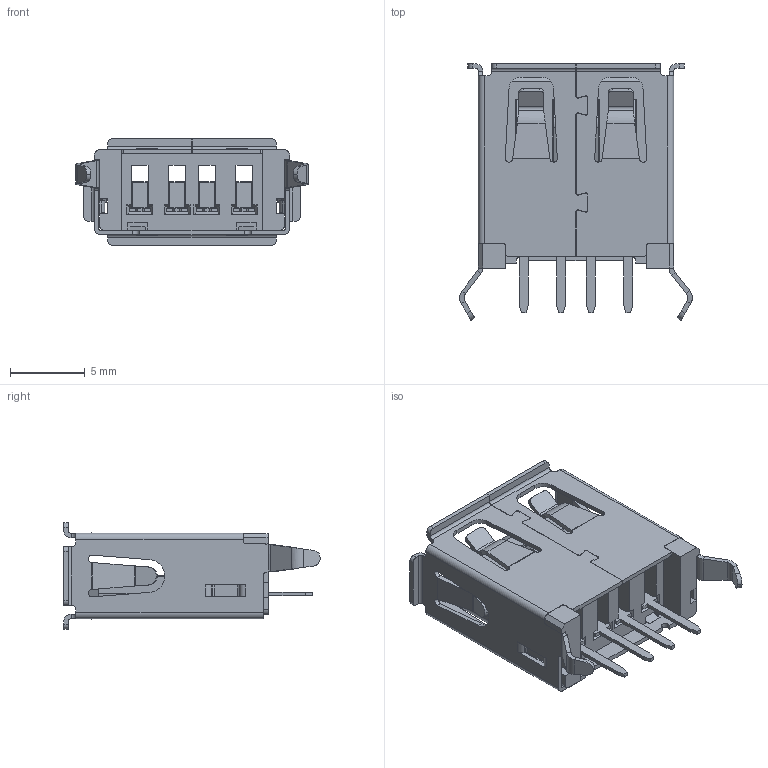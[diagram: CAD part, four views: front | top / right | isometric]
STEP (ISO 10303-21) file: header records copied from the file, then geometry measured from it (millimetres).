
FILE_DESCRIPTION (( 'STEP AP214' ), '1' );
FILE_NAME ('USB1040-GF-L-B.STEP', '2023-10-25T19:19:22', ( 'USER' ), ( '' ), 'SwSTEP 2.0', 'SolidWorks 2016', '' );
FILE_SCHEMA (( 'AUTOMOTIVE_DESIGN' ));
Length unit declared in the file: millimetre
Products named in the file (3): USB1040-15-L-B_PART1; USB1040-15-L-B_PART2; USB1040-GF-L-B
Assembly tree (2 placements, depth 2):
  USB1040-GF-L-B
    USB1040-15-L-B_PART2
    USB1040-15-L-B_PART1
Bounding box: 15.6 x 17.2 x 7.12 mm (x, y, z)
Volume: 445.6 mm3; surface area: 1783.1 mm2
Topology: 2 solids, 2 shells, 794 faces, 2217 edges, 1410 vertices
Faces by surface type: plane 498, cylinder 242, bspline 52, cone 2
Entity records: 32246 total; most frequent: CARTESIAN_POINT 6353, ORIENTED_EDGE 4430, DIRECTION 3991, EDGE_CURVE 2215, LINE 1653, VECTOR 1653, VERTEX_POINT 1410, AXIS2_PLACEMENT_3D 1169
